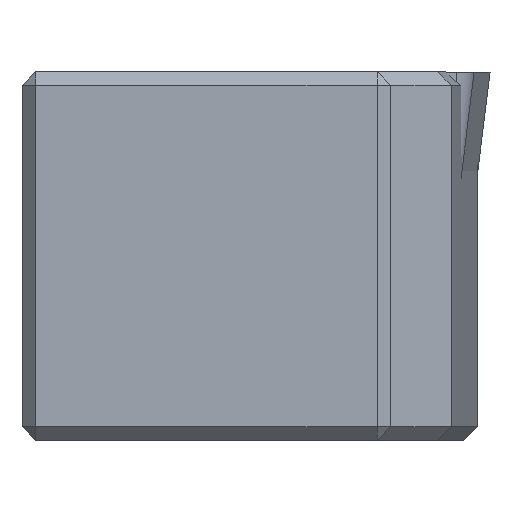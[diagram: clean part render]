
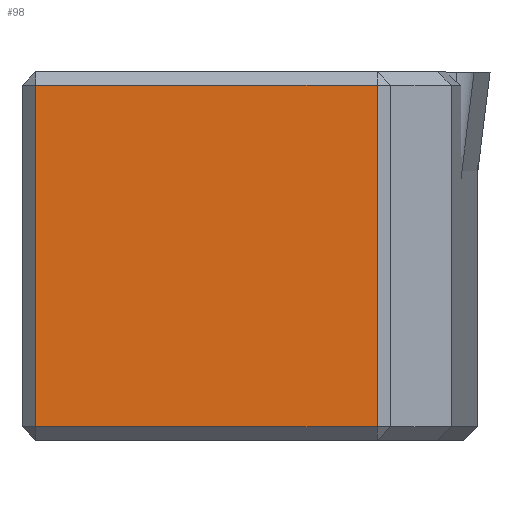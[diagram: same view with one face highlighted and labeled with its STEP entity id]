
A CAD part, front view. The second image highlights one B-rep face of the part: STEP entity #98.
In plain terms, the highlighted planar face has unit normal (0, -1, 0).
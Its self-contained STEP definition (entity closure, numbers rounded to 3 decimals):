
#98=ADVANCED_FACE('',(#179),#143,.T.);
#143=PLANE('',#760);
#179=FACE_OUTER_BOUND('',#219,.T.);
#219=EDGE_LOOP('',(#285,#286,#287,#288));
#285=ORIENTED_EDGE('',*,*,#535,.F.);
#286=ORIENTED_EDGE('',*,*,#536,.F.);
#287=ORIENTED_EDGE('',*,*,#537,.F.);
#288=ORIENTED_EDGE('',*,*,#538,.F.);
#477=VERTEX_POINT('',#1021);
#478=VERTEX_POINT('',#1022);
#479=VERTEX_POINT('',#1024);
#480=VERTEX_POINT('',#1026);
#535=EDGE_CURVE('',#477,#478,#631,.T.);
#536=EDGE_CURVE('',#479,#477,#632,.T.);
#537=EDGE_CURVE('',#480,#479,#633,.T.);
#538=EDGE_CURVE('',#478,#480,#634,.T.);
#631=LINE('',#1020,#703);
#632=LINE('',#1023,#704);
#633=LINE('',#1025,#705);
#634=LINE('',#1027,#706);
#703=VECTOR('',#833,1.);
#704=VECTOR('',#834,1.);
#705=VECTOR('',#835,1.);
#706=VECTOR('',#836,1.);
#760=AXIS2_PLACEMENT_3D('',#1028,#837,#838);
#833=DIRECTION('',(0.,0.,-1.));
#834=DIRECTION('',(1.,0.,0.));
#835=DIRECTION('',(0.,0.,1.));
#836=DIRECTION('',(-1.,0.,0.));
#837=DIRECTION('',(0.,-1.,0.));
#838=DIRECTION('',(0.,0.,-1.));
#1020=CARTESIAN_POINT('',(-2.488,-61.489,-7.98));
#1021=CARTESIAN_POINT('',(-2.488,-61.489,-0.28));
#1022=CARTESIAN_POINT('',(-2.488,-61.489,-7.68));
#1023=CARTESIAN_POINT('',(-2.188,-61.489,-0.28));
#1024=CARTESIAN_POINT('',(-9.888,-61.489,-0.28));
#1025=CARTESIAN_POINT('',(-9.888,-61.489,-7.98));
#1026=CARTESIAN_POINT('',(-9.888,-61.489,-7.68));
#1027=CARTESIAN_POINT('',(-10.188,-61.489,-7.68));
#1028=CARTESIAN_POINT('',(-2.188,-61.489,-7.98));
